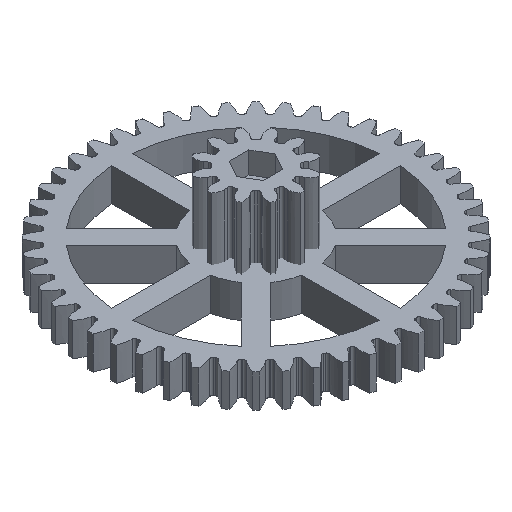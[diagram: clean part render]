
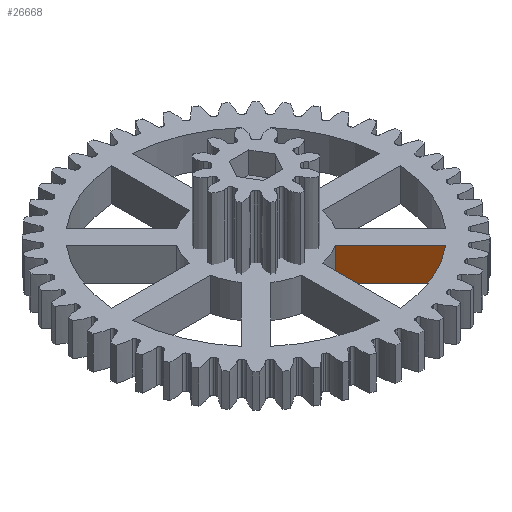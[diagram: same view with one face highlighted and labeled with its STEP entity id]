
A CAD part, isometric view. The second image highlights one B-rep face of the part: STEP entity #26668.
In plain terms, the highlighted planar face has unit normal (-0.707, -0.707, 0).
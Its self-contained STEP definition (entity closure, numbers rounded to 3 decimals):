
#93 = PLANE('',#94);
#94 = AXIS2_PLACEMENT_3D('',#95,#96,#97);
#95 = CARTESIAN_POINT('',(0.,0.,-23.));
#96 = DIRECTION('',(0.,0.,1.));
#97 = DIRECTION('',(0.,1.,0.));
#151 = PLANE('',#152);
#152 = AXIS2_PLACEMENT_3D('',#153,#154,#155);
#153 = CARTESIAN_POINT('',(0.,0.,-15.));
#154 = DIRECTION('',(0.,0.,1.));
#155 = DIRECTION('',(0.,1.,0.));
#9750 = VERTEX_POINT('',#9751);
#9751 = CARTESIAN_POINT('',(21.145,-24.681,-15.));
#9766 = CYLINDRICAL_SURFACE('',#9767,32.5);
#9767 = AXIS2_PLACEMENT_3D('',#9768,#9769,#9770);
#9768 = CARTESIAN_POINT('',(0.,0.,0.));
#9769 = DIRECTION('',(0.,0.,1.));
#9770 = DIRECTION('',(-1.,0.,0.));
#9805 = VERTEX_POINT('',#9806);
#9806 = CARTESIAN_POINT('',(7.793,-11.328,-15.));
#9821 = CYLINDRICAL_SURFACE('',#9822,13.75);
#9822 = AXIS2_PLACEMENT_3D('',#9823,#9824,#9825);
#9823 = CARTESIAN_POINT('',(0.,0.,0.));
#9824 = DIRECTION('',(0.,0.,1.));
#9825 = DIRECTION('',(-1.,0.,0.));
#9833 = EDGE_CURVE('',#9805,#9750,#9834,.T.);
#9834 = SURFACE_CURVE('',#9835,(#9839,#9845),.PCURVE_S1.);
#9835 = LINE('',#9836,#9837);
#9836 = CARTESIAN_POINT('',(3.013,-6.548,-15.));
#9837 = VECTOR('',#9838,1.);
#9838 = DIRECTION('',(0.707,-0.707,-0.));
#9839 = PCURVE('',#151,#9840);
#9840 = DEFINITIONAL_REPRESENTATION('',(#9841),#9844);
#9841 = B_SPLINE_CURVE_WITH_KNOTS('',1,(#9842,#9843),.UNSPECIFIED.,.F.,
  .F.,(2,2),(6.76,25.643),.PIECEWISE_BEZIER_KNOTS.);
#9842 = CARTESIAN_POINT('',(-11.328,-7.793));
#9843 = CARTESIAN_POINT('',(-24.681,-21.145));
#9844 = ( GEOMETRIC_REPRESENTATION_CONTEXT(2) 
PARAMETRIC_REPRESENTATION_CONTEXT() REPRESENTATION_CONTEXT('2D SPACE',''
  ) );
#9845 = PCURVE('',#9846,#9851);
#9846 = PLANE('',#9847);
#9847 = AXIS2_PLACEMENT_3D('',#9848,#9849,#9850);
#9848 = CARTESIAN_POINT('',(7.793,-11.328,0.));
#9849 = DIRECTION('',(-0.707,-0.707,0.));
#9850 = DIRECTION('',(0.707,-0.707,0.));
#9851 = DEFINITIONAL_REPRESENTATION('',(#9852),#9855);
#9852 = B_SPLINE_CURVE_WITH_KNOTS('',1,(#9853,#9854),.UNSPECIFIED.,.F.,
  .F.,(2,2),(6.76,25.643),.PIECEWISE_BEZIER_KNOTS.);
#9853 = CARTESIAN_POINT('',(0.,-15.));
#9854 = CARTESIAN_POINT('',(18.883,-15.));
#9855 = ( GEOMETRIC_REPRESENTATION_CONTEXT(2) 
PARAMETRIC_REPRESENTATION_CONTEXT() REPRESENTATION_CONTEXT('2D SPACE',''
  ) );
#18170 = VERTEX_POINT('',#18171);
#18171 = CARTESIAN_POINT('',(21.145,-24.681,-23.));
#18215 = VERTEX_POINT('',#18216);
#18216 = CARTESIAN_POINT('',(7.793,-11.328,-23.));
#18238 = EDGE_CURVE('',#18215,#18170,#18239,.T.);
#18239 = SURFACE_CURVE('',#18240,(#18244,#18250),.PCURVE_S1.);
#18240 = LINE('',#18241,#18242);
#18241 = CARTESIAN_POINT('',(3.013,-6.548,-23.));
#18242 = VECTOR('',#18243,1.);
#18243 = DIRECTION('',(0.707,-0.707,-0.));
#18244 = PCURVE('',#93,#18245);
#18245 = DEFINITIONAL_REPRESENTATION('',(#18246),#18249);
#18246 = B_SPLINE_CURVE_WITH_KNOTS('',1,(#18247,#18248),.UNSPECIFIED.,
  .F.,.F.,(2,2),(6.76,25.643),
  .PIECEWISE_BEZIER_KNOTS.);
#18247 = CARTESIAN_POINT('',(-11.328,-7.793));
#18248 = CARTESIAN_POINT('',(-24.681,-21.145));
#18249 = ( GEOMETRIC_REPRESENTATION_CONTEXT(2) 
PARAMETRIC_REPRESENTATION_CONTEXT() REPRESENTATION_CONTEXT('2D SPACE',''
  ) );
#18250 = PCURVE('',#9846,#18251);
#18251 = DEFINITIONAL_REPRESENTATION('',(#18252),#18255);
#18252 = B_SPLINE_CURVE_WITH_KNOTS('',1,(#18253,#18254),.UNSPECIFIED.,
  .F.,.F.,(2,2),(6.76,25.643),
  .PIECEWISE_BEZIER_KNOTS.);
#18253 = CARTESIAN_POINT('',(0.,-23.));
#18254 = CARTESIAN_POINT('',(18.883,-23.));
#18255 = ( GEOMETRIC_REPRESENTATION_CONTEXT(2) 
PARAMETRIC_REPRESENTATION_CONTEXT() REPRESENTATION_CONTEXT('2D SPACE',''
  ) );
#26648 = EDGE_CURVE('',#9750,#18170,#26649,.T.);
#26649 = SURFACE_CURVE('',#26650,(#26654,#26661),.PCURVE_S1.);
#26650 = LINE('',#26651,#26652);
#26651 = CARTESIAN_POINT('',(21.145,-24.681,0.));
#26652 = VECTOR('',#26653,1.);
#26653 = DIRECTION('',(0.,0.,-1.));
#26654 = PCURVE('',#9766,#26655);
#26655 = DEFINITIONAL_REPRESENTATION('',(#26656),#26660);
#26656 = LINE('',#26657,#26658);
#26657 = CARTESIAN_POINT('',(2.279,0.));
#26658 = VECTOR('',#26659,1.);
#26659 = DIRECTION('',(0.,-1.));
#26660 = ( GEOMETRIC_REPRESENTATION_CONTEXT(2) 
PARAMETRIC_REPRESENTATION_CONTEXT() REPRESENTATION_CONTEXT('2D SPACE',''
  ) );
#26661 = PCURVE('',#9846,#26662);
#26662 = DEFINITIONAL_REPRESENTATION('',(#26663),#26667);
#26663 = LINE('',#26664,#26665);
#26664 = CARTESIAN_POINT('',(18.883,0.));
#26665 = VECTOR('',#26666,1.);
#26666 = DIRECTION('',(0.,-1.));
#26667 = ( GEOMETRIC_REPRESENTATION_CONTEXT(2) 
PARAMETRIC_REPRESENTATION_CONTEXT() REPRESENTATION_CONTEXT('2D SPACE',''
  ) );
#26668 = ADVANCED_FACE('',(#26669),#9846,.T.);
#26669 = FACE_BOUND('',#26670,.T.);
#26670 = EDGE_LOOP('',(#26671,#26672,#26693,#26694));
#26671 = ORIENTED_EDGE('',*,*,#9833,.F.);
#26672 = ORIENTED_EDGE('',*,*,#26673,.T.);
#26673 = EDGE_CURVE('',#9805,#18215,#26674,.T.);
#26674 = SURFACE_CURVE('',#26675,(#26679,#26686),.PCURVE_S1.);
#26675 = LINE('',#26676,#26677);
#26676 = CARTESIAN_POINT('',(7.793,-11.328,0.));
#26677 = VECTOR('',#26678,1.);
#26678 = DIRECTION('',(0.,0.,-1.));
#26679 = PCURVE('',#9846,#26680);
#26680 = DEFINITIONAL_REPRESENTATION('',(#26681),#26685);
#26681 = LINE('',#26682,#26683);
#26682 = CARTESIAN_POINT('',(0.,0.));
#26683 = VECTOR('',#26684,1.);
#26684 = DIRECTION('',(0.,-1.));
#26685 = ( GEOMETRIC_REPRESENTATION_CONTEXT(2) 
PARAMETRIC_REPRESENTATION_CONTEXT() REPRESENTATION_CONTEXT('2D SPACE',''
  ) );
#26686 = PCURVE('',#9821,#26687);
#26687 = DEFINITIONAL_REPRESENTATION('',(#26688),#26692);
#26688 = LINE('',#26689,#26690);
#26689 = CARTESIAN_POINT('',(2.173,0.));
#26690 = VECTOR('',#26691,1.);
#26691 = DIRECTION('',(0.,-1.));
#26692 = ( GEOMETRIC_REPRESENTATION_CONTEXT(2) 
PARAMETRIC_REPRESENTATION_CONTEXT() REPRESENTATION_CONTEXT('2D SPACE',''
  ) );
#26693 = ORIENTED_EDGE('',*,*,#18238,.T.);
#26694 = ORIENTED_EDGE('',*,*,#26648,.F.);
